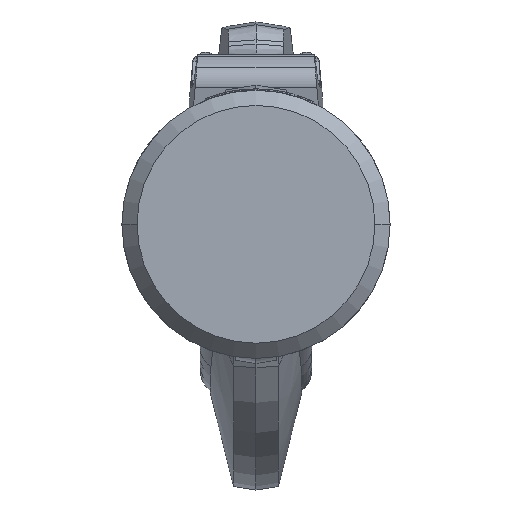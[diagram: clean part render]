
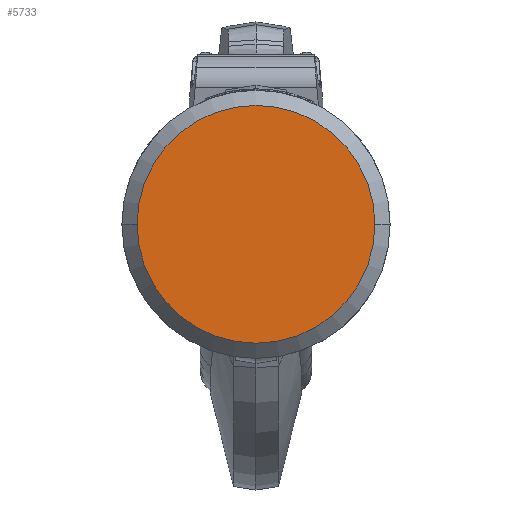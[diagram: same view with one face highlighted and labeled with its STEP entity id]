
A CAD part, front view. The second image highlights one B-rep face of the part: STEP entity #5733.
In plain terms, the highlighted planar face has unit normal (0, -1, 0).
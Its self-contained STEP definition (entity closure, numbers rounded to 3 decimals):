
#6=CARTESIAN_POINT('',(0.,0.,0.));
#7=DIRECTION('',(0.,-1.,0.));
#8=DIRECTION('',(1.,0.,0.));
#9=AXIS2_PLACEMENT_3D('',#6,#7,#8);
#4336=CARTESIAN_POINT('',(0.,0.,0.));
#4337=DIRECTION('',(0.,1.,0.));
#4338=DIRECTION('',(1.,0.,0.));
#4339=AXIS2_PLACEMENT_3D('',#4336,#4337,#4338);
#5358=CARTESIAN_POINT('',(23.5,0.,0.));
#5359=CARTESIAN_POINT('',(-23.5,0.,0.));
#5360=VERTEX_POINT('',#5358);
#5361=VERTEX_POINT('',#5359);
#5722=CARTESIAN_POINT('',(0.,0.,0.));
#5723=DIRECTION('',(0.,-1.,0.));
#5724=DIRECTION('',(-1.,0.,0.));
#5725=AXIS2_PLACEMENT_3D('',#5722,#5723,#5724);
#5726=PLANE('',#5725);
#5728=ORIENTED_EDGE('',*,*,#5727,.F.);
#5730=ORIENTED_EDGE('',*,*,#5729,.T.);
#5731=EDGE_LOOP('',(#5728,#5730));
#5732=FACE_OUTER_BOUND('',#5731,.F.);
#5733=ADVANCED_FACE('',(#5732),#5726,.T.);
#10=CIRCLE('',#9,23.5);
#4340=CIRCLE('',#4339,23.5);
#5727=EDGE_CURVE('',#5360,#5361,#10,.T.);
#5729=EDGE_CURVE('',#5360,#5361,#4340,.T.);
